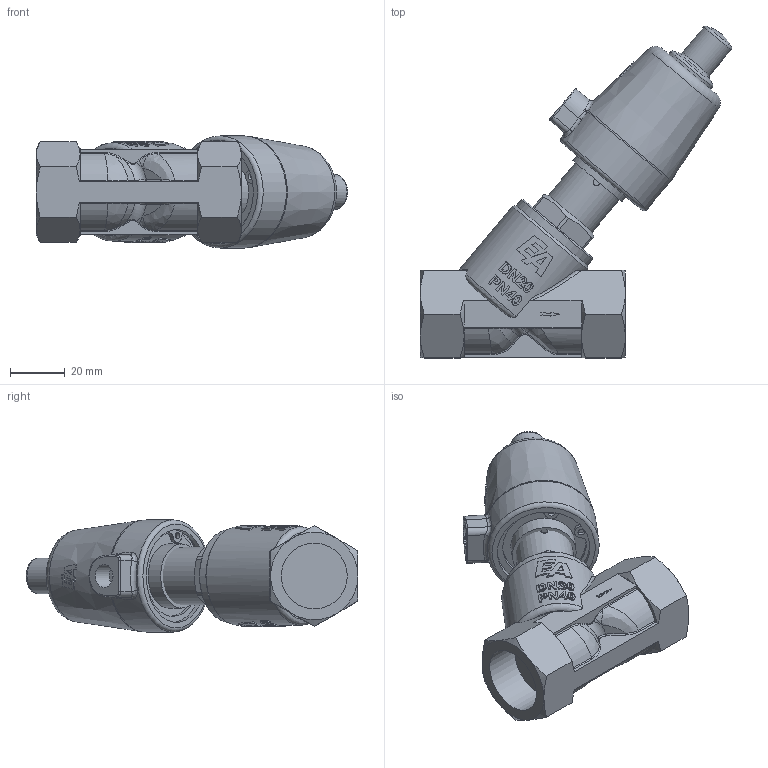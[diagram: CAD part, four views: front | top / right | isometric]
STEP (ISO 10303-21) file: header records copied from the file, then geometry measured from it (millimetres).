
FILE_DESCRIPTION(/* description */ ('DG2D3120020/OS'),/* implementation_level */ '2;1');
FILE_NAME(/* name */ 'DG2D3120020_OS.stp',/* time_stamp */ '2020-09-10T14:35:15+02:00',/* author */ ('hois'),/* organization */ (''),/* preprocessor_version */ 'ST-DEVELOPER v18',/* originating_system */ 'Autodesk Inventor 2020',/* authorisation */ '');
FILE_SCHEMA (('AUTOMOTIVE_DESIGN { 1 0 10303 214 3 1 1 }'));
Products named in the file (7): DG2D3120020/OS; GGS0020.16.0013-K-GM; DER0340.05.0013; DIN0472-32x1,5; ETG0020.09.0183; SZY0320.11.0032; VST1415.06.0053
Assembly tree (6 placements, depth 2):
  DG2D3120020/OS
    GGS0020.16.0013-K-GM
    DER0340.05.0013
    DIN0472-32x1,5
    ETG0020.09.0183
    SZY0320.11.0032
    VST1415.06.0053
Bounding box: 113.92 x 121.48 x 41 mm (x, y, z)
Volume: 114438.6 mm3; surface area: 41316.4 mm2
Topology: 6 solids, 6 shells, 558 faces, 1478 edges, 980 vertices
Faces by surface type: plane 231, bspline 157, cylinder 106, cone 46, torus 17, sphere 1
Full cylindrical faces by diameter (mm): 1.5 x1, 2.5 x4, 8.566 x1, 8.7 x1, 9 x1, 12 x2, 12.376 x1, 13 x1, 14 x2, 19.5 x1, 20 x1, 21 x2, 23.5 x1, 24.1 x1, 24.117 x3, 26.44 x1, 26.5 x1, 26.8 x1, 31.5 x1, 32 x1, 33 x1, 34 x4, 36 x2, 41 x1
Entity records: 44202 total; most frequent: CARTESIAN_POINT 31088, ORIENTED_EDGE 2954, DIRECTION 2270, EDGE_CURVE 1477, VERTEX_POINT 980, AXIS2_PLACEMENT_3D 863, EDGE_LOOP 623, FACE_OUTER_BOUND 558
